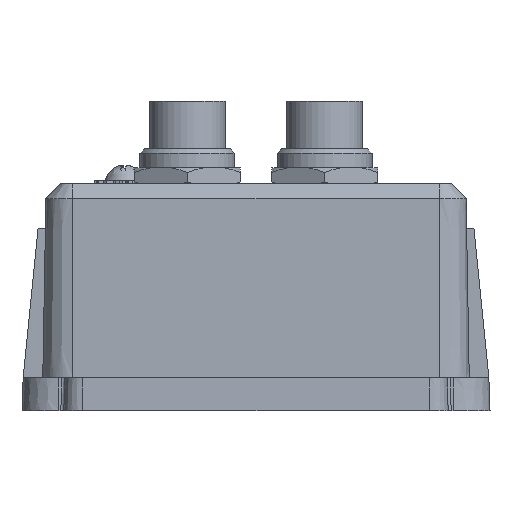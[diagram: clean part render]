
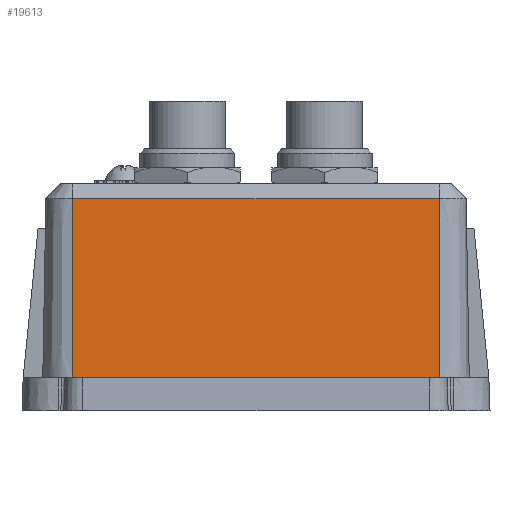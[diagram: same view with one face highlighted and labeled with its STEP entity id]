
A CAD part, left-side view. The second image highlights one B-rep face of the part: STEP entity #19613.
In plain terms, the highlighted planar face has unit normal (-1, 0, 0.018).
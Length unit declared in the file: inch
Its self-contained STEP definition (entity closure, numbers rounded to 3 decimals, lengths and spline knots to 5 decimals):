
#1315 = CARTESIAN_POINT ( 'NONE',  ( -3.94449, -0.40274, 0.64961 ) ) ;
#1721 = CARTESIAN_POINT ( 'NONE',  ( -3.9651, 1.20824, -0.5315 ) ) ;
#2502 = AXIS2_PLACEMENT_3D ( 'NONE', #15511, #24227, #18090 ) ;
#5995 = VERTEX_POINT ( 'NONE', #37789 ) ;
#7119 = CARTESIAN_POINT ( 'NONE',  ( -3.96511, -0.40269, -0.5315 ) ) ;
#7154 = VERTEX_POINT ( 'NONE', #22796 ) ;
#7312 = EDGE_CURVE ( 'NONE', #5995, #7154, #26699, .T. ) ;
#10945 = CARTESIAN_POINT ( 'NONE',  ( -3.94447, 1.20821, 0.64958 ) ) ;
#11377 = CARTESIAN_POINT ( 'NONE',  ( -3.95822, -1.20818, -0.1378 ) ) ;
#11754 = CARTESIAN_POINT ( 'NONE',  ( -3.94447, -1.20822, 0.64958 ) ) ;
#12993 = EDGE_LOOP ( 'NONE', ( #26609, #22708, #34696, #19621 ) ) ;
#13491 = FACE_OUTER_BOUND ( 'NONE', #12993, .T. ) ;
#14371 = EDGE_CURVE ( 'NONE', #33327, #32865, #35819, .T. ) ;
#15511 = CARTESIAN_POINT ( 'NONE',  ( -3.9445, 0., 0.64961 ) ) ;
#15787 = CARTESIAN_POINT ( 'NONE',  ( -3.94449, 0.40274, 0.64961 ) ) ;
#16588 = CARTESIAN_POINT ( 'NONE',  ( -3.95137, 1.20822, 0.25589 ) ) ;
#18090 = DIRECTION ( 'NONE',  ( 0.017, 0., 1. ) ) ;
#18697 = B_SPLINE_CURVE_WITH_KNOTS ( 'NONE', 3,
 ( #1721, #24657, #7119, #33505 ),
 .UNSPECIFIED., .F., .F.,
 ( 4, 4 ),
 ( 0., 1. ),
 .UNSPECIFIED. ) ;
#19613 = ADVANCED_FACE ( 'NONE', ( #13491 ), #27081, .T. ) ;
#19621 = ORIENTED_EDGE ( 'NONE', *, *, #7312, .F. ) ;
#21942 = CARTESIAN_POINT ( 'NONE',  ( -3.94447, -1.20822, 0.64958 ) ) ;
#22492 = CARTESIAN_POINT ( 'NONE',  ( -3.9651, 1.20824, -0.5315 ) ) ;
#22708 = ORIENTED_EDGE ( 'NONE', *, *, #14371, .T. ) ;
#22796 = CARTESIAN_POINT ( 'NONE',  ( -3.9651, -1.20815, -0.5315 ) ) ;
#24227 = DIRECTION ( 'NONE',  ( -1., 0., 0.017 ) ) ;
#24657 = CARTESIAN_POINT ( 'NONE',  ( -3.96511, 0.40278, -0.5315 ) ) ;
#25490 = CARTESIAN_POINT ( 'NONE',  ( -3.94447, 1.20821, 0.64958 ) ) ;
#26609 = ORIENTED_EDGE ( 'NONE', *, *, #36447, .F. ) ;
#26699 = B_SPLINE_CURVE_WITH_KNOTS ( 'NONE', 3,
 ( #11754, #34834, #11377, #32177 ),
 .UNSPECIFIED., .F., .F.,
 ( 4, 4 ),
 ( 0., 1. ),
 .UNSPECIFIED. ) ;
#27081 = PLANE ( 'NONE',  #2502 ) ;
#27987 = CARTESIAN_POINT ( 'NONE',  ( -3.94447, 1.20821, 0.64958 ) ) ;
#28339 = B_SPLINE_CURVE_WITH_KNOTS ( 'NONE', 3,
 ( #27987, #15787, #1315, #21942 ),
 .UNSPECIFIED., .F., .F.,
 ( 4, 4 ),
 ( 0., 1. ),
 .UNSPECIFIED. ) ;
#32177 = CARTESIAN_POINT ( 'NONE',  ( -3.9651, -1.20815, -0.5315 ) ) ;
#32865 = VERTEX_POINT ( 'NONE', #37714 ) ;
#33327 = VERTEX_POINT ( 'NONE', #25490 ) ;
#33505 = CARTESIAN_POINT ( 'NONE',  ( -3.9651, -1.20815, -0.5315 ) ) ;
#34273 = CARTESIAN_POINT ( 'NONE',  ( -3.95824, 1.20823, -0.1378 ) ) ;
#34696 = ORIENTED_EDGE ( 'NONE', *, *, #36941, .T. ) ;
#34834 = CARTESIAN_POINT ( 'NONE',  ( -3.95135, -1.2082, 0.25589 ) ) ;
#35819 = B_SPLINE_CURVE_WITH_KNOTS ( 'NONE', 3,
 ( #10945, #16588, #34273, #22492 ),
 .UNSPECIFIED., .F., .F.,
 ( 4, 4 ),
 ( 0., 1. ),
 .UNSPECIFIED. ) ;
#36447 = EDGE_CURVE ( 'NONE', #33327, #5995, #28339, .T. ) ;
#36941 = EDGE_CURVE ( 'NONE', #32865, #7154, #18697, .T. ) ;
#37714 = CARTESIAN_POINT ( 'NONE',  ( -3.9651, 1.20824, -0.5315 ) ) ;
#37789 = CARTESIAN_POINT ( 'NONE',  ( -3.94447, -1.20822, 0.64958 ) ) ;
